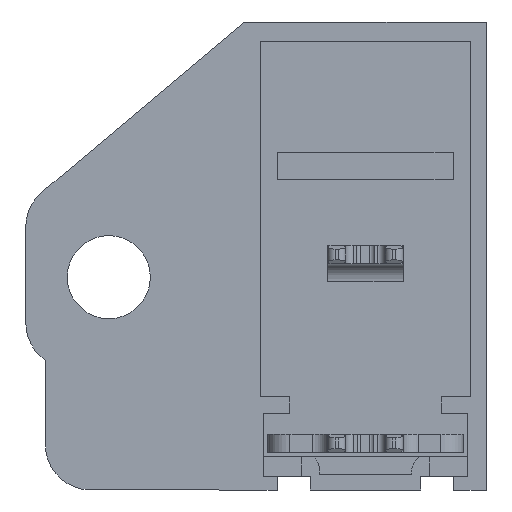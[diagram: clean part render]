
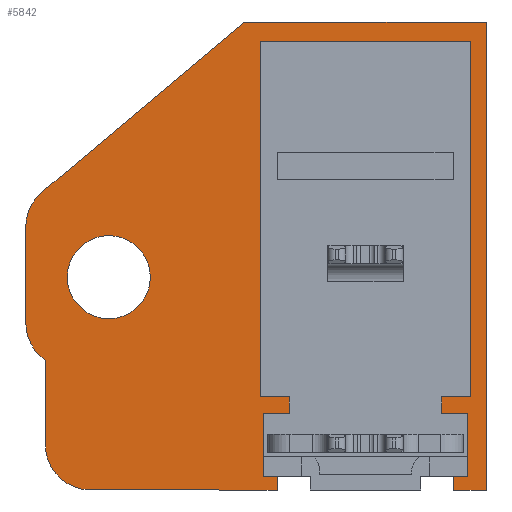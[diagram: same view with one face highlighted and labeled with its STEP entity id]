
A CAD part, front view. The second image highlights one B-rep face of the part: STEP entity #5842.
In plain terms, the highlighted planar face has unit normal (0, -1, 0).
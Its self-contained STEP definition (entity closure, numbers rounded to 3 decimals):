
#4774=AXIS2_PLACEMENT_3D('Plane Axis2P3D',#4771,#4772,#4773) ;
#5643=AXIS2_PLACEMENT_3D('Circle Axis2P3D',#5641,#5642,$) ;
#5669=AXIS2_PLACEMENT_3D('Circle Axis2P3D',#5667,#5668,$) ;
#5683=AXIS2_PLACEMENT_3D('Circle Axis2P3D',#5681,#5682,$) ;
#5826=AXIS2_PLACEMENT_3D('Circle Axis2P3D',#5824,#5825,$) ;
#5835=AXIS2_PLACEMENT_3D('Circle Axis2P3D',#5833,#5834,$) ;
#4094=CARTESIAN_POINT('Vertex',(30.5,4.5,31.)) ;
#4097=CARTESIAN_POINT('Line Origine',(30.5,4.5,15.5)) ;
#4101=CARTESIAN_POINT('Vertex',(30.5,4.5,0.)) ;
#4643=CARTESIAN_POINT('Vertex',(16.65,4.5,0.)) ;
#4646=CARTESIAN_POINT('Line Origine',(15.575,4.5,0.)) ;
#4650=CARTESIAN_POINT('Vertex',(14.5,4.5,0.)) ;
#4653=CARTESIAN_POINT('Line Origine',(9.4,4.5,0.)) ;
#4657=CARTESIAN_POINT('Vertex',(4.3,4.5,0.)) ;
#4698=CARTESIAN_POINT('Vertex',(16.65,4.5,0.91)) ;
#4701=CARTESIAN_POINT('Line Origine',(16.65,4.5,0.455)) ;
#4771=CARTESIAN_POINT('Axis2P3D Location',(14.5,4.5,0.)) ;
#5236=CARTESIAN_POINT('Vertex',(14.5,4.5,31.)) ;
#5239=CARTESIAN_POINT('Line Origine',(22.5,4.5,31.)) ;
#5641=CARTESIAN_POINT('Axis2P3D Location',(4.3,4.5,3.)) ;
#5645=CARTESIAN_POINT('Vertex',(1.3,4.5,3.)) ;
#5660=CARTESIAN_POINT('Line Origine',(7.786,4.5,25.366)) ;
#5664=CARTESIAN_POINT('Vertex',(1.072,4.5,19.732)) ;
#5667=CARTESIAN_POINT('Axis2P3D Location',(3.,4.5,17.434)) ;
#5671=CARTESIAN_POINT('Vertex',(0.,4.5,17.434)) ;
#5674=CARTESIAN_POINT('Line Origine',(0.,4.5,14.253)) ;
#5678=CARTESIAN_POINT('Vertex',(0.,4.5,11.072)) ;
#5681=CARTESIAN_POINT('Axis2P3D Location',(3.,4.5,11.072)) ;
#5685=CARTESIAN_POINT('Vertex',(1.3,4.5,8.6)) ;
#5688=CARTESIAN_POINT('Line Origine',(1.3,4.5,5.8)) ;
#5693=CARTESIAN_POINT('Line Origine',(16.185,4.5,0.91)) ;
#5697=CARTESIAN_POINT('Vertex',(15.719,4.5,0.91)) ;
#5700=CARTESIAN_POINT('Line Origine',(15.719,4.5,2.992)) ;
#5704=CARTESIAN_POINT('Vertex',(15.719,4.5,5.074)) ;
#5707=CARTESIAN_POINT('Line Origine',(16.585,4.5,5.074)) ;
#5711=CARTESIAN_POINT('Vertex',(17.45,4.5,5.074)) ;
#5714=CARTESIAN_POINT('Line Origine',(17.45,4.5,5.625)) ;
#5718=CARTESIAN_POINT('Vertex',(17.45,4.5,6.176)) ;
#5721=CARTESIAN_POINT('Line Origine',(16.485,4.5,6.176)) ;
#5725=CARTESIAN_POINT('Vertex',(15.519,4.5,6.176)) ;
#5728=CARTESIAN_POINT('Line Origine',(15.519,4.5,17.95)) ;
#5732=CARTESIAN_POINT('Vertex',(15.519,4.5,29.724)) ;
#5735=CARTESIAN_POINT('Line Origine',(22.5,4.5,29.724)) ;
#5739=CARTESIAN_POINT('Vertex',(29.481,4.5,29.724)) ;
#5742=CARTESIAN_POINT('Line Origine',(29.481,4.5,17.95)) ;
#5746=CARTESIAN_POINT('Vertex',(29.481,4.5,6.176)) ;
#5749=CARTESIAN_POINT('Line Origine',(28.515,4.5,6.176)) ;
#5753=CARTESIAN_POINT('Vertex',(27.55,4.5,6.176)) ;
#5756=CARTESIAN_POINT('Line Origine',(27.55,4.5,5.625)) ;
#5760=CARTESIAN_POINT('Vertex',(27.55,4.5,5.074)) ;
#5763=CARTESIAN_POINT('Line Origine',(28.415,4.5,5.074)) ;
#5767=CARTESIAN_POINT('Vertex',(29.281,4.5,5.074)) ;
#5770=CARTESIAN_POINT('Line Origine',(29.281,4.5,2.987)) ;
#5774=CARTESIAN_POINT('Vertex',(29.281,4.5,0.9)) ;
#5777=CARTESIAN_POINT('Line Origine',(28.815,4.5,0.9)) ;
#5781=CARTESIAN_POINT('Vertex',(28.35,4.5,0.9)) ;
#5784=CARTESIAN_POINT('Line Origine',(28.35,4.5,0.45)) ;
#5788=CARTESIAN_POINT('Vertex',(28.35,4.5,0.)) ;
#5791=CARTESIAN_POINT('Line Origine',(29.425,4.5,0.)) ;
#5824=CARTESIAN_POINT('Axis2P3D Location',(5.5,4.5,14.1)) ;
#5828=CARTESIAN_POINT('Vertex',(2.75,4.5,14.1)) ;
#5830=CARTESIAN_POINT('Vertex',(8.25,4.5,14.1)) ;
#5833=CARTESIAN_POINT('Axis2P3D Location',(5.5,4.5,14.1)) ;
#4098=DIRECTION('Vector Direction',(0.,0.,1.)) ;
#4647=DIRECTION('Vector Direction',(1.,0.,0.)) ;
#4654=DIRECTION('Vector Direction',(-1.,0.,0.)) ;
#4702=DIRECTION('Vector Direction',(0.,0.,-1.)) ;
#4772=DIRECTION('Axis2P3D Direction',(0.,1.,0.)) ;
#4773=DIRECTION('Axis2P3D XDirection',(0.,0.,1.)) ;
#5240=DIRECTION('Vector Direction',(1.,0.,0.)) ;
#5642=DIRECTION('Axis2P3D Direction',(0.,1.,-0.)) ;
#5661=DIRECTION('Vector Direction',(0.766,0.,0.643)) ;
#5668=DIRECTION('Axis2P3D Direction',(0.,1.,0.)) ;
#5675=DIRECTION('Vector Direction',(0.,0.,1.)) ;
#5682=DIRECTION('Axis2P3D Direction',(0.,1.,0.)) ;
#5689=DIRECTION('Vector Direction',(0.,0.,1.)) ;
#5694=DIRECTION('Vector Direction',(-1.,0.,0.)) ;
#5701=DIRECTION('Vector Direction',(0.,0.,-1.)) ;
#5708=DIRECTION('Vector Direction',(-1.,0.,0.)) ;
#5715=DIRECTION('Vector Direction',(0.,0.,1.)) ;
#5722=DIRECTION('Vector Direction',(1.,0.,0.)) ;
#5729=DIRECTION('Vector Direction',(0.,0.,1.)) ;
#5736=DIRECTION('Vector Direction',(-1.,0.,0.)) ;
#5743=DIRECTION('Vector Direction',(0.,0.,-1.)) ;
#5750=DIRECTION('Vector Direction',(1.,0.,0.)) ;
#5757=DIRECTION('Vector Direction',(0.,0.,1.)) ;
#5764=DIRECTION('Vector Direction',(-1.,0.,0.)) ;
#5771=DIRECTION('Vector Direction',(0.,0.,1.)) ;
#5778=DIRECTION('Vector Direction',(1.,0.,0.)) ;
#5785=DIRECTION('Vector Direction',(0.,0.,1.)) ;
#5792=DIRECTION('Vector Direction',(1.,0.,0.)) ;
#5825=DIRECTION('Axis2P3D Direction',(0.,1.,0.)) ;
#5834=DIRECTION('Axis2P3D Direction',(0.,1.,0.)) ;
#4099=VECTOR('Line Direction',#4098,1.) ;
#4648=VECTOR('Line Direction',#4647,1.) ;
#4655=VECTOR('Line Direction',#4654,1.) ;
#4703=VECTOR('Line Direction',#4702,1.) ;
#5241=VECTOR('Line Direction',#5240,1.) ;
#5662=VECTOR('Line Direction',#5661,1.) ;
#5676=VECTOR('Line Direction',#5675,1.) ;
#5690=VECTOR('Line Direction',#5689,1.) ;
#5695=VECTOR('Line Direction',#5694,1.) ;
#5702=VECTOR('Line Direction',#5701,1.) ;
#5709=VECTOR('Line Direction',#5708,1.) ;
#5716=VECTOR('Line Direction',#5715,1.) ;
#5723=VECTOR('Line Direction',#5722,1.) ;
#5730=VECTOR('Line Direction',#5729,1.) ;
#5737=VECTOR('Line Direction',#5736,1.) ;
#5744=VECTOR('Line Direction',#5743,1.) ;
#5751=VECTOR('Line Direction',#5750,1.) ;
#5758=VECTOR('Line Direction',#5757,1.) ;
#5765=VECTOR('Line Direction',#5764,1.) ;
#5772=VECTOR('Line Direction',#5771,1.) ;
#5779=VECTOR('Line Direction',#5778,1.) ;
#5786=VECTOR('Line Direction',#5785,1.) ;
#5793=VECTOR('Line Direction',#5792,1.) ;
#5797=ORIENTED_EDGE('',*,*,#4103,.T.) ;
#5798=ORIENTED_EDGE('',*,*,#5243,.F.) ;
#5799=ORIENTED_EDGE('',*,*,#5666,.F.) ;
#5800=ORIENTED_EDGE('',*,*,#5673,.F.) ;
#5801=ORIENTED_EDGE('',*,*,#5680,.F.) ;
#5802=ORIENTED_EDGE('',*,*,#5687,.F.) ;
#5803=ORIENTED_EDGE('',*,*,#5692,.F.) ;
#5804=ORIENTED_EDGE('',*,*,#5647,.F.) ;
#5805=ORIENTED_EDGE('',*,*,#4659,.F.) ;
#5806=ORIENTED_EDGE('',*,*,#4652,.T.) ;
#5807=ORIENTED_EDGE('',*,*,#4705,.F.) ;
#5808=ORIENTED_EDGE('',*,*,#5699,.F.) ;
#5809=ORIENTED_EDGE('',*,*,#5706,.F.) ;
#5810=ORIENTED_EDGE('',*,*,#5713,.F.) ;
#5811=ORIENTED_EDGE('',*,*,#5720,.F.) ;
#5812=ORIENTED_EDGE('',*,*,#5727,.F.) ;
#5813=ORIENTED_EDGE('',*,*,#5734,.F.) ;
#5814=ORIENTED_EDGE('',*,*,#5741,.F.) ;
#5815=ORIENTED_EDGE('',*,*,#5748,.F.) ;
#5816=ORIENTED_EDGE('',*,*,#5755,.F.) ;
#5817=ORIENTED_EDGE('',*,*,#5762,.F.) ;
#5818=ORIENTED_EDGE('',*,*,#5769,.F.) ;
#5819=ORIENTED_EDGE('',*,*,#5776,.F.) ;
#5820=ORIENTED_EDGE('',*,*,#5783,.F.) ;
#5821=ORIENTED_EDGE('',*,*,#5790,.T.) ;
#5822=ORIENTED_EDGE('',*,*,#5795,.T.) ;
#5839=ORIENTED_EDGE('',*,*,#5832,.T.) ;
#5840=ORIENTED_EDGE('',*,*,#5837,.T.) ;
#5841=FACE_BOUND('',#5838,.T.) ;
#5842=ADVANCED_FACE('HOUSING',(#5823,#5841),#4775,.F.) ;
#5644=CIRCLE('generated circle',#5643,3.) ;
#5670=CIRCLE('generated circle',#5669,3.) ;
#5684=CIRCLE('generated circle',#5683,3.) ;
#5827=CIRCLE('generated circle',#5826,2.75) ;
#5836=CIRCLE('generated circle',#5835,2.75) ;
#4103=EDGE_CURVE('',#4102,#4095,#4100,.T.) ;
#4652=EDGE_CURVE('',#4651,#4644,#4649,.T.) ;
#4659=EDGE_CURVE('',#4651,#4658,#4656,.T.) ;
#4705=EDGE_CURVE('',#4699,#4644,#4704,.T.) ;
#5243=EDGE_CURVE('',#5237,#4095,#5242,.T.) ;
#5647=EDGE_CURVE('',#4658,#5646,#5644,.T.) ;
#5666=EDGE_CURVE('',#5665,#5237,#5663,.T.) ;
#5673=EDGE_CURVE('',#5672,#5665,#5670,.T.) ;
#5680=EDGE_CURVE('',#5679,#5672,#5677,.T.) ;
#5687=EDGE_CURVE('',#5686,#5679,#5684,.T.) ;
#5692=EDGE_CURVE('',#5646,#5686,#5691,.T.) ;
#5699=EDGE_CURVE('',#5698,#4699,#5696,.F.) ;
#5706=EDGE_CURVE('',#5705,#5698,#5703,.T.) ;
#5713=EDGE_CURVE('',#5712,#5705,#5710,.T.) ;
#5720=EDGE_CURVE('',#5719,#5712,#5717,.F.) ;
#5727=EDGE_CURVE('',#5726,#5719,#5724,.T.) ;
#5734=EDGE_CURVE('',#5733,#5726,#5731,.F.) ;
#5741=EDGE_CURVE('',#5740,#5733,#5738,.T.) ;
#5748=EDGE_CURVE('',#5747,#5740,#5745,.F.) ;
#5755=EDGE_CURVE('',#5754,#5747,#5752,.T.) ;
#5762=EDGE_CURVE('',#5761,#5754,#5759,.T.) ;
#5769=EDGE_CURVE('',#5768,#5761,#5766,.T.) ;
#5776=EDGE_CURVE('',#5775,#5768,#5773,.T.) ;
#5783=EDGE_CURVE('',#5782,#5775,#5780,.T.) ;
#5790=EDGE_CURVE('',#5782,#5789,#5787,.F.) ;
#5795=EDGE_CURVE('',#5789,#4102,#5794,.T.) ;
#5832=EDGE_CURVE('',#5829,#5831,#5827,.T.) ;
#5837=EDGE_CURVE('',#5831,#5829,#5836,.T.) ;
#5796=EDGE_LOOP('',(#5797,#5798,#5799,#5800,#5801,#5802,#5803,#5804,#5805,#5806,#5807,#5808,#5809,#5810,#5811,#5812,#5813,#5814,#5815,#5816,#5817,#5818,#5819,#5820,#5821,#5822)) ;
#5838=EDGE_LOOP('',(#5839,#5840)) ;
#5823=FACE_OUTER_BOUND('',#5796,.T.) ;
#4100=LINE('Line',#4097,#4099) ;
#4649=LINE('Line',#4646,#4648) ;
#4656=LINE('Line',#4653,#4655) ;
#4704=LINE('Line',#4701,#4703) ;
#5242=LINE('Line',#5239,#5241) ;
#5663=LINE('Line',#5660,#5662) ;
#5677=LINE('Line',#5674,#5676) ;
#5691=LINE('Line',#5688,#5690) ;
#5696=LINE('Line',#5693,#5695) ;
#5703=LINE('Line',#5700,#5702) ;
#5710=LINE('Line',#5707,#5709) ;
#5717=LINE('Line',#5714,#5716) ;
#5724=LINE('Line',#5721,#5723) ;
#5731=LINE('Line',#5728,#5730) ;
#5738=LINE('Line',#5735,#5737) ;
#5745=LINE('Line',#5742,#5744) ;
#5752=LINE('Line',#5749,#5751) ;
#5759=LINE('Line',#5756,#5758) ;
#5766=LINE('Line',#5763,#5765) ;
#5773=LINE('Line',#5770,#5772) ;
#5780=LINE('Line',#5777,#5779) ;
#5787=LINE('Line',#5784,#5786) ;
#5794=LINE('Line',#5791,#5793) ;
#4775=PLANE('',#4774) ;
#4095=VERTEX_POINT('',#4094) ;
#4102=VERTEX_POINT('',#4101) ;
#4644=VERTEX_POINT('',#4643) ;
#4651=VERTEX_POINT('',#4650) ;
#4658=VERTEX_POINT('',#4657) ;
#4699=VERTEX_POINT('',#4698) ;
#5237=VERTEX_POINT('',#5236) ;
#5646=VERTEX_POINT('',#5645) ;
#5665=VERTEX_POINT('',#5664) ;
#5672=VERTEX_POINT('',#5671) ;
#5679=VERTEX_POINT('',#5678) ;
#5686=VERTEX_POINT('',#5685) ;
#5698=VERTEX_POINT('',#5697) ;
#5705=VERTEX_POINT('',#5704) ;
#5712=VERTEX_POINT('',#5711) ;
#5719=VERTEX_POINT('',#5718) ;
#5726=VERTEX_POINT('',#5725) ;
#5733=VERTEX_POINT('',#5732) ;
#5740=VERTEX_POINT('',#5739) ;
#5747=VERTEX_POINT('',#5746) ;
#5754=VERTEX_POINT('',#5753) ;
#5761=VERTEX_POINT('',#5760) ;
#5768=VERTEX_POINT('',#5767) ;
#5775=VERTEX_POINT('',#5774) ;
#5782=VERTEX_POINT('',#5781) ;
#5789=VERTEX_POINT('',#5788) ;
#5829=VERTEX_POINT('',#5828) ;
#5831=VERTEX_POINT('',#5830) ;
